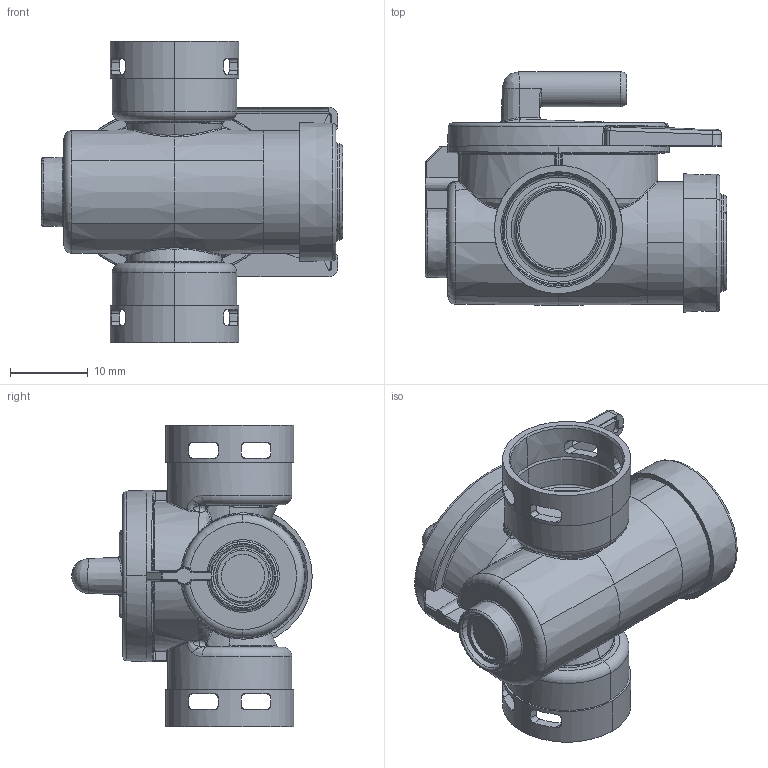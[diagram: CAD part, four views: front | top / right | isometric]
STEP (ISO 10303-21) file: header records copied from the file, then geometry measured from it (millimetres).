
FILE_DESCRIPTION (( 'STEP AP214' ), '1' );
FILE_NAME ('QX60-HS_DF.STEP', '2023-07-17T09:31:54', ( '' ), ( '' ), 'SwSTEP 2.0', 'SolidWorks 2021', '' );
FILE_SCHEMA (( 'AUTOMOTIVE_DESIGN' ));
Length unit declared in the file: millimetre
Products named in the file (1): QX60-HS_DF
Bounding box: 38.7 x 30.9 x 38.8 mm (x, y, z)
Volume: 11994.2 mm3; surface area: 7434 mm2
Topology: 1 solids, 7 shells, 823 faces, 2065 edges, 1245 vertices
Faces by surface type: bspline 328, plane 210, cylinder 109, cone 70, torus 56, sphere 50
Full cylindrical faces by diameter (mm): 4.497 x1
Entity records: 41923 total; most frequent: CARTESIAN_POINT 24853, ORIENTED_EDGE 4074, DIRECTION 2784, EDGE_CURVE 2037, VERTEX_POINT 1244, AXIS2_PLACEMENT_3D 1050, EDGE_LOOP 855, FACE_OUTER_BOUND 826
